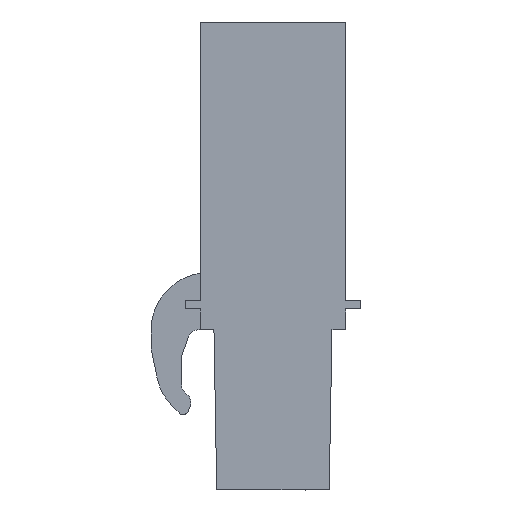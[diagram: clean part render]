
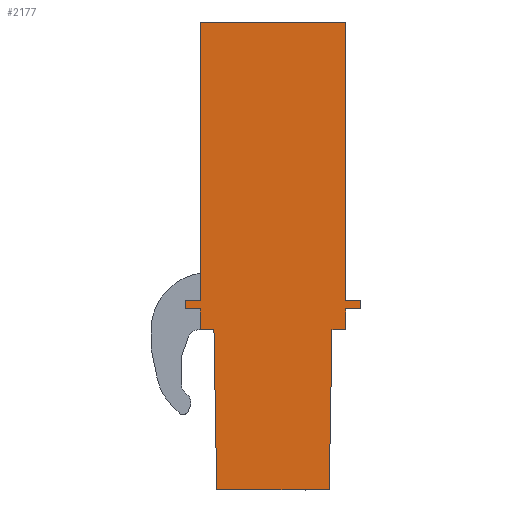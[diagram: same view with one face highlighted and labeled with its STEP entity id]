
A CAD part, left-side view. The second image highlights one B-rep face of the part: STEP entity #2177.
In plain terms, the highlighted planar face has unit normal (-1, 0, 0).
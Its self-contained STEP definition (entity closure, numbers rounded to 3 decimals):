
#2077=AXIS2_PLACEMENT_3D('Plane Axis2P3D',#2074,#2075,#2076) ;
#56=CARTESIAN_POINT('Vertex',(0.,0.8,24.55)) ;
#59=CARTESIAN_POINT('Line Origine',(0.,0.8,17.25)) ;
#63=CARTESIAN_POINT('Vertex',(0.,0.8,9.95)) ;
#510=CARTESIAN_POINT('Vertex',(0.,9.22,9.95)) ;
#513=CARTESIAN_POINT('Line Origine',(0.,8.82,9.95)) ;
#517=CARTESIAN_POINT('Vertex',(0.,8.42,9.95)) ;
#560=CARTESIAN_POINT('Line Origine',(0.,0.4,9.95)) ;
#564=CARTESIAN_POINT('Vertex',(0.,0.,9.95)) ;
#1274=CARTESIAN_POINT('Vertex',(0.,8.42,24.55)) ;
#1277=CARTESIAN_POINT('Line Origine',(0.,4.61,24.55)) ;
#2074=CARTESIAN_POINT('Axis2P3D Location',(0.,0.,0.)) ;
#2079=CARTESIAN_POINT('Line Origine',(0.,1.587,4.2)) ;
#2083=CARTESIAN_POINT('Vertex',(0.,1.66,0.)) ;
#2085=CARTESIAN_POINT('Vertex',(0.,1.513,8.4)) ;
#2088=CARTESIAN_POINT('Line Origine',(0.,1.157,8.4)) ;
#2092=CARTESIAN_POINT('Vertex',(0.,0.8,8.4)) ;
#2095=CARTESIAN_POINT('Line Origine',(0.,0.8,8.95)) ;
#2099=CARTESIAN_POINT('Vertex',(0.,0.8,9.5)) ;
#2102=CARTESIAN_POINT('Line Origine',(0.,0.4,9.5)) ;
#2106=CARTESIAN_POINT('Vertex',(0.,0.,9.5)) ;
#2109=CARTESIAN_POINT('Line Origine',(0.,0.,9.725)) ;
#2114=CARTESIAN_POINT('Line Origine',(0.,8.42,17.25)) ;
#2119=CARTESIAN_POINT('Line Origine',(0.,9.22,9.725)) ;
#2123=CARTESIAN_POINT('Vertex',(0.,9.22,9.5)) ;
#2126=CARTESIAN_POINT('Line Origine',(0.,8.82,9.5)) ;
#2130=CARTESIAN_POINT('Vertex',(0.,8.42,9.5)) ;
#2133=CARTESIAN_POINT('Line Origine',(0.,8.42,8.95)) ;
#2137=CARTESIAN_POINT('Vertex',(0.,8.42,8.4)) ;
#2140=CARTESIAN_POINT('Line Origine',(0.,8.063,8.4)) ;
#2144=CARTESIAN_POINT('Vertex',(0.,7.707,8.4)) ;
#2147=CARTESIAN_POINT('Line Origine',(0.,7.633,4.2)) ;
#2151=CARTESIAN_POINT('Vertex',(0.,7.56,0.)) ;
#2154=CARTESIAN_POINT('Line Origine',(0.,4.61,0.)) ;
#60=DIRECTION('Vector Direction',(0.,0.,-1.)) ;
#514=DIRECTION('Vector Direction',(0.,-1.,0.)) ;
#561=DIRECTION('Vector Direction',(0.,-1.,0.)) ;
#1278=DIRECTION('Vector Direction',(0.,-1.,0.)) ;
#2075=DIRECTION('Axis2P3D Direction',(-1.,0.,0.)) ;
#2076=DIRECTION('Axis2P3D XDirection',(0.,0.,1.)) ;
#2080=DIRECTION('Vector Direction',(0.,0.017,-1.)) ;
#2089=DIRECTION('Vector Direction',(0.,1.,0.)) ;
#2096=DIRECTION('Vector Direction',(0.,0.,-1.)) ;
#2103=DIRECTION('Vector Direction',(0.,1.,0.)) ;
#2110=DIRECTION('Vector Direction',(0.,0.,-1.)) ;
#2115=DIRECTION('Vector Direction',(0.,0.,1.)) ;
#2120=DIRECTION('Vector Direction',(0.,0.,1.)) ;
#2127=DIRECTION('Vector Direction',(0.,1.,0.)) ;
#2134=DIRECTION('Vector Direction',(0.,0.,1.)) ;
#2141=DIRECTION('Vector Direction',(0.,1.,0.)) ;
#2148=DIRECTION('Vector Direction',(0.,0.017,1.)) ;
#2155=DIRECTION('Vector Direction',(0.,1.,0.)) ;
#61=VECTOR('Line Direction',#60,1.) ;
#515=VECTOR('Line Direction',#514,1.) ;
#562=VECTOR('Line Direction',#561,1.) ;
#1279=VECTOR('Line Direction',#1278,1.) ;
#2081=VECTOR('Line Direction',#2080,1.) ;
#2090=VECTOR('Line Direction',#2089,1.) ;
#2097=VECTOR('Line Direction',#2096,1.) ;
#2104=VECTOR('Line Direction',#2103,1.) ;
#2111=VECTOR('Line Direction',#2110,1.) ;
#2116=VECTOR('Line Direction',#2115,1.) ;
#2121=VECTOR('Line Direction',#2120,1.) ;
#2128=VECTOR('Line Direction',#2127,1.) ;
#2135=VECTOR('Line Direction',#2134,1.) ;
#2142=VECTOR('Line Direction',#2141,1.) ;
#2149=VECTOR('Line Direction',#2148,1.) ;
#2156=VECTOR('Line Direction',#2155,1.) ;
#2160=ORIENTED_EDGE('',*,*,#2087,.T.) ;
#2161=ORIENTED_EDGE('',*,*,#2094,.T.) ;
#2162=ORIENTED_EDGE('',*,*,#2101,.T.) ;
#2163=ORIENTED_EDGE('',*,*,#2108,.T.) ;
#2164=ORIENTED_EDGE('',*,*,#2113,.T.) ;
#2165=ORIENTED_EDGE('',*,*,#566,.T.) ;
#2166=ORIENTED_EDGE('',*,*,#65,.T.) ;
#2167=ORIENTED_EDGE('',*,*,#1281,.T.) ;
#2168=ORIENTED_EDGE('',*,*,#2118,.T.) ;
#2169=ORIENTED_EDGE('',*,*,#519,.T.) ;
#2170=ORIENTED_EDGE('',*,*,#2125,.T.) ;
#2171=ORIENTED_EDGE('',*,*,#2132,.T.) ;
#2172=ORIENTED_EDGE('',*,*,#2139,.T.) ;
#2173=ORIENTED_EDGE('',*,*,#2146,.T.) ;
#2174=ORIENTED_EDGE('',*,*,#2153,.T.) ;
#2175=ORIENTED_EDGE('',*,*,#2158,.T.) ;
#2177=ADVANCED_FACE('_BLC 5.08/8R OR 1610550000',(#2176),#2078,.T.) ;
#65=EDGE_CURVE('',#64,#57,#62,.F.) ;
#519=EDGE_CURVE('',#518,#511,#516,.F.) ;
#566=EDGE_CURVE('',#565,#64,#563,.F.) ;
#1281=EDGE_CURVE('',#57,#1275,#1280,.F.) ;
#2087=EDGE_CURVE('',#2084,#2086,#2082,.F.) ;
#2094=EDGE_CURVE('',#2086,#2093,#2091,.F.) ;
#2101=EDGE_CURVE('',#2093,#2100,#2098,.F.) ;
#2108=EDGE_CURVE('',#2100,#2107,#2105,.F.) ;
#2113=EDGE_CURVE('',#2107,#565,#2112,.F.) ;
#2118=EDGE_CURVE('',#1275,#518,#2117,.F.) ;
#2125=EDGE_CURVE('',#511,#2124,#2122,.F.) ;
#2132=EDGE_CURVE('',#2124,#2131,#2129,.F.) ;
#2139=EDGE_CURVE('',#2131,#2138,#2136,.F.) ;
#2146=EDGE_CURVE('',#2138,#2145,#2143,.F.) ;
#2153=EDGE_CURVE('',#2145,#2152,#2150,.F.) ;
#2158=EDGE_CURVE('',#2152,#2084,#2157,.F.) ;
#2159=EDGE_LOOP('',(#2160,#2161,#2162,#2163,#2164,#2165,#2166,#2167,#2168,#2169,#2170,#2171,#2172,#2173,#2174,#2175)) ;
#2176=FACE_OUTER_BOUND('',#2159,.T.) ;
#62=LINE('Line',#59,#61) ;
#516=LINE('Line',#513,#515) ;
#563=LINE('Line',#560,#562) ;
#1280=LINE('Line',#1277,#1279) ;
#2082=LINE('Line',#2079,#2081) ;
#2091=LINE('Line',#2088,#2090) ;
#2098=LINE('Line',#2095,#2097) ;
#2105=LINE('Line',#2102,#2104) ;
#2112=LINE('Line',#2109,#2111) ;
#2117=LINE('Line',#2114,#2116) ;
#2122=LINE('Line',#2119,#2121) ;
#2129=LINE('Line',#2126,#2128) ;
#2136=LINE('Line',#2133,#2135) ;
#2143=LINE('Line',#2140,#2142) ;
#2150=LINE('Line',#2147,#2149) ;
#2157=LINE('Line',#2154,#2156) ;
#2078=PLANE('',#2077) ;
#57=VERTEX_POINT('',#56) ;
#64=VERTEX_POINT('',#63) ;
#511=VERTEX_POINT('',#510) ;
#518=VERTEX_POINT('',#517) ;
#565=VERTEX_POINT('',#564) ;
#1275=VERTEX_POINT('',#1274) ;
#2084=VERTEX_POINT('',#2083) ;
#2086=VERTEX_POINT('',#2085) ;
#2093=VERTEX_POINT('',#2092) ;
#2100=VERTEX_POINT('',#2099) ;
#2107=VERTEX_POINT('',#2106) ;
#2124=VERTEX_POINT('',#2123) ;
#2131=VERTEX_POINT('',#2130) ;
#2138=VERTEX_POINT('',#2137) ;
#2145=VERTEX_POINT('',#2144) ;
#2152=VERTEX_POINT('',#2151) ;
